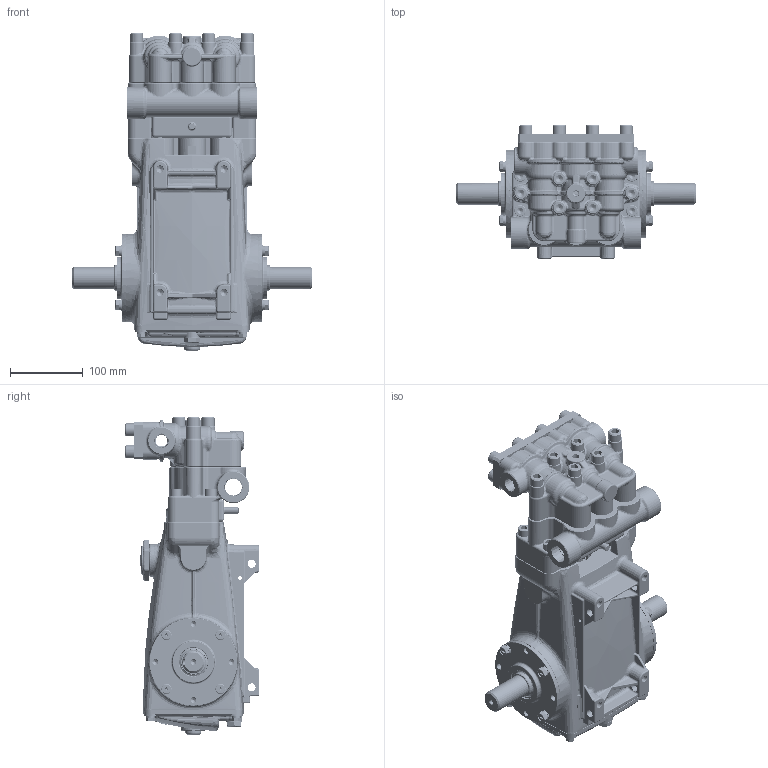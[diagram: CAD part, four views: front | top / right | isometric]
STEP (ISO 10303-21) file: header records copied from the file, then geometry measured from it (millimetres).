
FILE_DESCRIPTION (( 'STEP AP203' ), '1' );
FILE_NAME ('1560.STEP', '2022-11-11T17:00:30', ( '' ), ( '' ), 'SwSTEP 2.0', 'SolidWorks 2022', '' );
FILE_SCHEMA (( 'CONFIG_CONTROL_DESIGN' ));
Products named in the file (1): 1560
Bounding box: 330 x 184 x 436.5 mm (x, y, z)
Volume: 3712868.3 mm3; surface area: 1075116.6 mm2
Topology: 85 solids, 85 shells, 6679 faces, 16240 edges, 9568 vertices
Faces by surface type: plane 1809, cylinder 1630, bspline 1343, cone 1058, torus 685, sphere 154
Entity records: 292545 total; most frequent: CARTESIAN_POINT 147843, ORIENTED_EDGE 31652, DIRECTION 28628, EDGE_CURVE 15826, AXIS2_PLACEMENT_3D 11770, VERTEX_POINT 9558, EDGE_LOOP 7192, ADVANCED_FACE 6678
